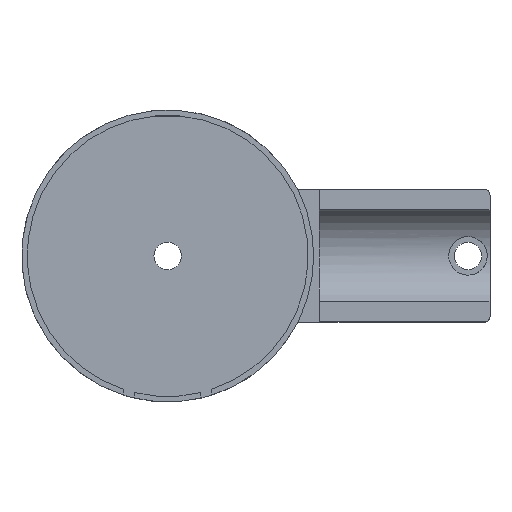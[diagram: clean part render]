
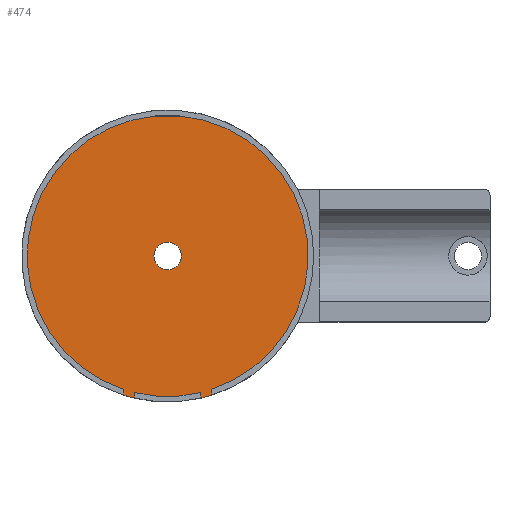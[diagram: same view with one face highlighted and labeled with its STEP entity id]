
A CAD part, top view. The second image highlights one B-rep face of the part: STEP entity #474.
In plain terms, the highlighted planar face has unit normal (0, 0, 1).
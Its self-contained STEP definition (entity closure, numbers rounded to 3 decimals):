
#19=FACE_BOUND('',#95,.T.);
#38=CIRCLE('',#516,25.5);
#39=CIRCLE('',#518,25.5);
#45=CIRCLE('',#526,2.5);
#46=CIRCLE('',#528,26.5);
#47=CIRCLE('',#529,26.5);
#66=FACE_OUTER_BOUND('',#94,.T.);
#94=EDGE_LOOP('',(#369,#370,#371,#372,#373,#374,#375,#376));
#95=EDGE_LOOP('',(#377));
#112=LINE('',#699,#155);
#116=LINE('',#708,#159);
#120=LINE('',#717,#163);
#124=LINE('',#726,#167);
#155=VECTOR('',#556,10.);
#159=VECTOR('',#562,10.);
#163=VECTOR('',#568,10.);
#167=VECTOR('',#574,10.);
#198=VERTEX_POINT('',#697);
#199=VERTEX_POINT('',#698);
#202=VERTEX_POINT('',#706);
#203=VERTEX_POINT('',#707);
#206=VERTEX_POINT('',#715);
#207=VERTEX_POINT('',#716);
#210=VERTEX_POINT('',#724);
#211=VERTEX_POINT('',#725);
#224=VERTEX_POINT('',#764);
#243=EDGE_CURVE('',#198,#199,#112,.T.);
#247=EDGE_CURVE('',#202,#203,#116,.T.);
#251=EDGE_CURVE('',#206,#207,#120,.T.);
#255=EDGE_CURVE('',#210,#211,#124,.T.);
#265=EDGE_CURVE('',#202,#211,#38,.T.);
#266=EDGE_CURVE('',#206,#199,#39,.T.);
#275=EDGE_CURVE('',#224,#224,#45,.T.);
#277=EDGE_CURVE('',#207,#210,#46,.T.);
#280=EDGE_CURVE('',#203,#198,#47,.T.);
#369=ORIENTED_EDGE('',*,*,#265,.T.);
#370=ORIENTED_EDGE('',*,*,#255,.F.);
#371=ORIENTED_EDGE('',*,*,#277,.F.);
#372=ORIENTED_EDGE('',*,*,#251,.F.);
#373=ORIENTED_EDGE('',*,*,#266,.T.);
#374=ORIENTED_EDGE('',*,*,#243,.F.);
#375=ORIENTED_EDGE('',*,*,#280,.F.);
#376=ORIENTED_EDGE('',*,*,#247,.F.);
#377=ORIENTED_EDGE('',*,*,#275,.T.);
#454=PLANE('',#530);
#474=ADVANCED_FACE('',(#66,#19),#454,.T.);
#516=AXIS2_PLACEMENT_3D('',#743,#596,#597);
#518=AXIS2_PLACEMENT_3D('',#745,#600,#601);
#526=AXIS2_PLACEMENT_3D('',#765,#619,#620);
#528=AXIS2_PLACEMENT_3D('',#768,#624,#625);
#529=AXIS2_PLACEMENT_3D('',#771,#628,#629);
#530=AXIS2_PLACEMENT_3D('',#772,#630,#631);
#556=DIRECTION('',(0.,1.,0.));
#562=DIRECTION('',(0.,-1.,0.));
#568=DIRECTION('',(0.,-1.,0.));
#574=DIRECTION('',(0.,1.,0.));
#596=DIRECTION('center_axis',(0.,0.,1.));
#597=DIRECTION('ref_axis',(1.,0.,0.));
#600=DIRECTION('center_axis',(0.,0.,1.));
#601=DIRECTION('ref_axis',(1.,0.,0.));
#619=DIRECTION('center_axis',(0.,0.,-1.));
#620=DIRECTION('ref_axis',(1.,0.,0.));
#624=DIRECTION('center_axis',(0.,0.,-1.));
#625=DIRECTION('ref_axis',(1.,0.,0.));
#628=DIRECTION('center_axis',(0.,0.,-1.));
#629=DIRECTION('ref_axis',(1.,0.,0.));
#630=DIRECTION('center_axis',(0.,0.,1.));
#631=DIRECTION('ref_axis',(1.,0.,0.));
#697=CARTESIAN_POINT('',(-17.565,-13.812,1.));
#698=CARTESIAN_POINT('',(-17.565,-12.784,1.));
#699=CARTESIAN_POINT('',(-17.565,-13.412,1.));
#706=CARTESIAN_POINT('',(-15.565,-12.213,1.));
#707=CARTESIAN_POINT('',(-15.565,-13.264,1.));
#708=CARTESIAN_POINT('',(-15.565,-12.612,1.));
#715=CARTESIAN_POINT('',(-29.565,-12.784,1.));
#716=CARTESIAN_POINT('',(-29.565,-13.812,1.));
#717=CARTESIAN_POINT('',(-29.565,-12.898,1.));
#724=CARTESIAN_POINT('',(-31.565,-13.264,1.));
#725=CARTESIAN_POINT('',(-31.565,-12.213,1.));
#726=CARTESIAN_POINT('',(-31.565,-13.138,1.));
#743=CARTESIAN_POINT('Origin',(-23.565,12.,1.));
#745=CARTESIAN_POINT('Origin',(-23.565,12.,1.));
#764=CARTESIAN_POINT('',(-26.065,12.,1.));
#765=CARTESIAN_POINT('Origin',(-23.565,12.,1.));
#768=CARTESIAN_POINT('Origin',(-23.565,12.,1.));
#771=CARTESIAN_POINT('Origin',(-23.565,12.,1.));
#772=CARTESIAN_POINT('Origin',(-23.565,12.,1.));
